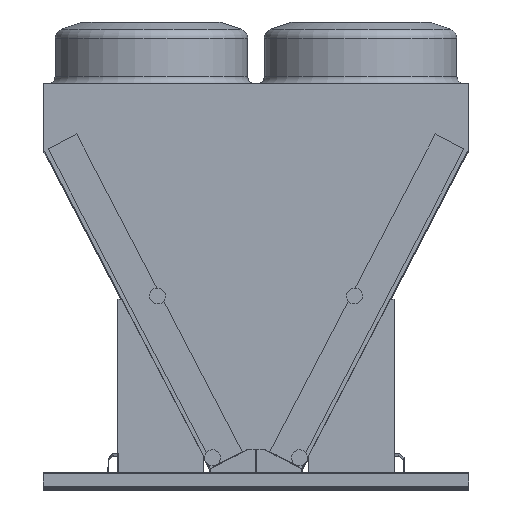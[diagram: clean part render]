
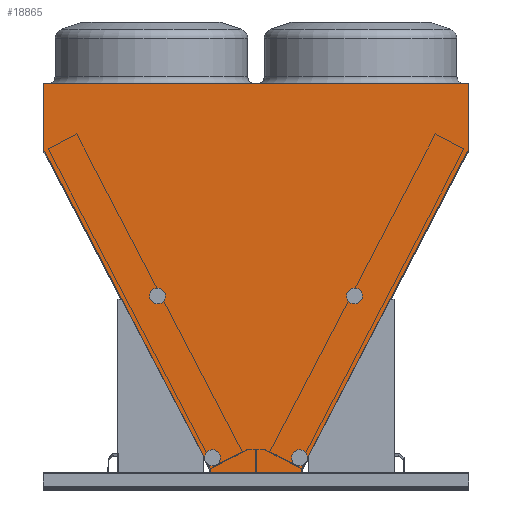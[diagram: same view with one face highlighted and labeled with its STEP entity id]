
A CAD part, top view. The second image highlights one B-rep face of the part: STEP entity #18865.
In plain terms, the highlighted planar face has unit normal (0, 0, 1).
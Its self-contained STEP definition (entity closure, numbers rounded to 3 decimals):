
#355 = CARTESIAN_POINT ( 'NONE',  ( 1136.15, 2083.62, 0. ) ) ;
#875 = VECTOR ( 'NONE', #12956, 1000. ) ;
#920 = ORIENTED_EDGE ( 'NONE', *, *, #8434, .T. ) ;
#1510 = CARTESIAN_POINT ( 'NONE',  ( -245.403, 20.223, 0. ) ) ;
#2704 = VECTOR ( 'NONE', #29802, 1000. ) ;
#2899 = CARTESIAN_POINT ( 'NONE',  ( 0., 0., 0. ) ) ;
#2940 = CARTESIAN_POINT ( 'NONE',  ( 1127.607, 1711.053, 0. ) ) ;
#3198 = ORIENTED_EDGE ( 'NONE', *, *, #30794, .T. ) ;
#3371 = AXIS2_PLACEMENT_3D ( 'NONE', #2899, #17573, #32340 ) ;
#3489 = LINE ( 'NONE', #10645, #31663 ) ;
#3845 = VERTEX_POINT ( 'NONE', #31230 ) ;
#4248 = CARTESIAN_POINT ( 'NONE',  ( 246.893, 17.358, 0. ) ) ;
#4709 = LINE ( 'NONE', #20449, #21977 ) ;
#4977 = VERTEX_POINT ( 'NONE', #38781 ) ;
#5591 = CARTESIAN_POINT ( 'NONE',  ( -1126.246, 1711.83, 0. ) ) ;
#6371 = VERTEX_POINT ( 'NONE', #25476 ) ;
#6642 = CARTESIAN_POINT ( 'NONE',  ( -1136.282, 1727.462, 0. ) ) ;
#6794 = ORIENTED_EDGE ( 'NONE', *, *, #10354, .T. ) ;
#7275 = DIRECTION ( 'NONE',  ( 0.462, 0.887, 0. ) ) ;
#7504 = LINE ( 'NONE', #2940, #45380 ) ;
#8434 = EDGE_CURVE ( 'NONE', #34636, #6371, #29091, .T. ) ;
#8776 = VECTOR ( 'NONE', #15670, 1000. ) ;
#8851 = CARTESIAN_POINT ( 'NONE',  ( -279.893, 0., 0. ) ) ;
#8901 = VECTOR ( 'NONE', #26650, 1000. ) ;
#8909 = LINE ( 'NONE', #16192, #36961 ) ;
#9202 = LINE ( 'NONE', #28605, #24098 ) ;
#9916 = LINE ( 'NONE', #23231, #8776 ) ;
#9986 = CARTESIAN_POINT ( 'NONE',  ( 1126.218, 1711.776, 0. ) ) ;
#10354 = EDGE_CURVE ( 'NONE', #17616, #4977, #35453, .T. ) ;
#10381 = CARTESIAN_POINT ( 'NONE',  ( 1127.607, 1711.053, 0. ) ) ;
#10515 = LINE ( 'NONE', #28846, #37433 ) ;
#10645 = CARTESIAN_POINT ( 'NONE',  ( 279.893, 0., 0. ) ) ;
#10897 = ORIENTED_EDGE ( 'NONE', *, *, #31552, .T. ) ;
#10985 = CARTESIAN_POINT ( 'NONE',  ( 245.39, 20.232, 0. ) ) ;
#11401 = EDGE_CURVE ( 'NONE', #42796, #17616, #34875, .T. ) ;
#11969 = ORIENTED_EDGE ( 'NONE', *, *, #37421, .T. ) ;
#12230 = VECTOR ( 'NONE', #37288, 1000. ) ;
#12388 = CARTESIAN_POINT ( 'NONE',  ( -1127.739, 1711.053, 0. ) ) ;
#12557 = LINE ( 'NONE', #355, #2704 ) ;
#12670 = DIRECTION ( 'NONE',  ( 0.462, -0.887, 0. ) ) ;
#12774 = ORIENTED_EDGE ( 'NONE', *, *, #41782, .T. ) ;
#12956 = DIRECTION ( 'NONE',  ( 0.462, -0.887, 0. ) ) ;
#13061 = VECTOR ( 'NONE', #27759, 1000. ) ;
#13340 = CARTESIAN_POINT ( 'NONE',  ( 279.893, 1.482, 0. ) ) ;
#13702 = VERTEX_POINT ( 'NONE', #31066 ) ;
#13910 = DIRECTION ( 'NONE',  ( 0.462, 0.887, 0. ) ) ;
#14028 = VECTOR ( 'NONE', #34346, 1000. ) ;
#14656 = VERTEX_POINT ( 'NONE', #8851 ) ;
#15274 = VECTOR ( 'NONE', #41485, 1000. ) ;
#15670 = DIRECTION ( 'NONE',  ( -1., 0., 0. ) ) ;
#15983 = ORIENTED_EDGE ( 'NONE', *, *, #45018, .T. ) ;
#16192 = CARTESIAN_POINT ( 'NONE',  ( -246.893, 17.358, 0. ) ) ;
#16448 = LINE ( 'NONE', #37803, #15274 ) ;
#16580 = CARTESIAN_POINT ( 'NONE',  ( -245.403, 20.223, 0. ) ) ;
#16921 = LINE ( 'NONE', #10381, #34106 ) ;
#17490 = LINE ( 'NONE', #37671, #8901 ) ;
#17573 = DIRECTION ( 'NONE',  ( 0., 0., -1. ) ) ;
#17616 = VERTEX_POINT ( 'NONE', #27472 ) ;
#18329 = EDGE_CURVE ( 'NONE', #44814, #34636, #10515, .T. ) ;
#18481 = EDGE_CURVE ( 'NONE', #4977, #3845, #21996, .T. ) ;
#18563 = EDGE_CURVE ( 'NONE', #24202, #44814, #9916, .T. ) ;
#18699 = VERTEX_POINT ( 'NONE', #35061 ) ;
#18865 = ADVANCED_FACE ( 'NONE', ( #25912 ), #46914, .F. ) ;
#19210 = CARTESIAN_POINT ( 'NONE',  ( 279.893, 0., 0. ) ) ;
#19468 = VERTEX_POINT ( 'NONE', #9986 ) ;
#20126 = EDGE_CURVE ( 'NONE', #19468, #34372, #7504, .T. ) ;
#20374 = CARTESIAN_POINT ( 'NONE',  ( 279.893, 1.482, 0. ) ) ;
#20449 = CARTESIAN_POINT ( 'NONE',  ( 279.893, 0., 0. ) ) ;
#21410 = DIRECTION ( 'NONE',  ( -1., 0., 0. ) ) ;
#21977 = VECTOR ( 'NONE', #42380, 1000. ) ;
#21996 = LINE ( 'NONE', #4248, #12230 ) ;
#22288 = CARTESIAN_POINT ( 'NONE',  ( 1136.15, 2083.62, 0. ) ) ;
#22468 = CARTESIAN_POINT ( 'NONE',  ( -1136.282, 2083.62, 0. ) ) ;
#22825 = ORIENTED_EDGE ( 'NONE', *, *, #18481, .T. ) ;
#23174 = VECTOR ( 'NONE', #7275, 1000. ) ;
#23231 = CARTESIAN_POINT ( 'NONE',  ( -1136.282, 2083.62, 0. ) ) ;
#23500 = EDGE_CURVE ( 'NONE', #13702, #18699, #9202, .T. ) ;
#24098 = VECTOR ( 'NONE', #21410, 1000. ) ;
#24202 = VERTEX_POINT ( 'NONE', #22288 ) ;
#24261 = EDGE_CURVE ( 'NONE', #31875, #24202, #12557, .T. ) ;
#25156 = DIRECTION ( 'NONE',  ( 0., -1., 0. ) ) ;
#25212 = EDGE_LOOP ( 'NONE', ( #31004, #920, #44891, #15983, #47024, #3198, #37099, #39632, #11969, #27533, #36378, #6794, #22825, #10897, #45922, #12774, #33742, #33910 ) ) ;
#25476 = CARTESIAN_POINT ( 'NONE',  ( -1127.739, 1711.053, 0. ) ) ;
#25912 = FACE_OUTER_BOUND ( 'NONE', #25212, .T. ) ;
#26650 = DIRECTION ( 'NONE',  ( -0.461, -0.887, 0. ) ) ;
#26730 = VERTEX_POINT ( 'NONE', #19210 ) ;
#27472 = CARTESIAN_POINT ( 'NONE',  ( 246.893, 1.482, 0. ) ) ;
#27533 = ORIENTED_EDGE ( 'NONE', *, *, #28893, .T. ) ;
#27649 = EDGE_CURVE ( 'NONE', #35022, #44544, #17490, .T. ) ;
#27717 = EDGE_CURVE ( 'NONE', #6371, #42763, #43256, .T. ) ;
#27759 = DIRECTION ( 'NONE',  ( -1., 0., 0. ) ) ;
#28270 = CARTESIAN_POINT ( 'NONE',  ( -246.893, 17.358, 0. ) ) ;
#28429 = VECTOR ( 'NONE', #12670, 1000. ) ;
#28605 = CARTESIAN_POINT ( 'NONE',  ( -279.893, 1.482, 0. ) ) ;
#28674 = DIRECTION ( 'NONE',  ( 0.887, -0.462, 0. ) ) ;
#28846 = CARTESIAN_POINT ( 'NONE',  ( -1136.282, 1727.462, 0. ) ) ;
#28893 = EDGE_CURVE ( 'NONE', #26730, #42796, #4709, .T. ) ;
#29091 = LINE ( 'NONE', #34916, #875 ) ;
#29802 = DIRECTION ( 'NONE',  ( 0., 1., 0. ) ) ;
#29879 = DIRECTION ( 'NONE',  ( 0., 1., 0. ) ) ;
#30794 = EDGE_CURVE ( 'NONE', #44544, #13702, #8909, .T. ) ;
#31004 = ORIENTED_EDGE ( 'NONE', *, *, #18329, .T. ) ;
#31066 = CARTESIAN_POINT ( 'NONE',  ( -246.893, 1.482, 0. ) ) ;
#31230 = CARTESIAN_POINT ( 'NONE',  ( 245.39, 20.232, 0. ) ) ;
#31552 = EDGE_CURVE ( 'NONE', #3845, #19468, #42636, .T. ) ;
#31663 = VECTOR ( 'NONE', #47361, 1000. ) ;
#31742 = DIRECTION ( 'NONE',  ( 0., -1., 0. ) ) ;
#31875 = VERTEX_POINT ( 'NONE', #34855 ) ;
#32340 = DIRECTION ( 'NONE',  ( -1., 0., 0. ) ) ;
#33027 = LINE ( 'NONE', #1510, #28429 ) ;
#33742 = ORIENTED_EDGE ( 'NONE', *, *, #24261, .T. ) ;
#33910 = ORIENTED_EDGE ( 'NONE', *, *, #18563, .T. ) ;
#34106 = VECTOR ( 'NONE', #13910, 1000. ) ;
#34346 = DIRECTION ( 'NONE',  ( 0.887, 0.462, 0. ) ) ;
#34372 = VERTEX_POINT ( 'NONE', #44656 ) ;
#34636 = VERTEX_POINT ( 'NONE', #6642 ) ;
#34855 = CARTESIAN_POINT ( 'NONE',  ( 1136.15, 1727.462, 0. ) ) ;
#34875 = LINE ( 'NONE', #20374, #13061 ) ;
#34916 = CARTESIAN_POINT ( 'NONE',  ( -1127.739, 1711.053, 0. ) ) ;
#35022 = VERTEX_POINT ( 'NONE', #16580 ) ;
#35061 = CARTESIAN_POINT ( 'NONE',  ( -279.893, 1.482, 0. ) ) ;
#35453 = LINE ( 'NONE', #40735, #46348 ) ;
#36378 = ORIENTED_EDGE ( 'NONE', *, *, #11401, .T. ) ;
#36961 = VECTOR ( 'NONE', #31742, 1000. ) ;
#37099 = ORIENTED_EDGE ( 'NONE', *, *, #23500, .T. ) ;
#37288 = DIRECTION ( 'NONE',  ( -0.463, 0.886, 0. ) ) ;
#37421 = EDGE_CURVE ( 'NONE', #14656, #26730, #3489, .T. ) ;
#37433 = VECTOR ( 'NONE', #25156, 1000. ) ;
#37671 = CARTESIAN_POINT ( 'NONE',  ( -246.893, 17.358, 0. ) ) ;
#37803 = CARTESIAN_POINT ( 'NONE',  ( -279.893, 0., 0. ) ) ;
#38781 = CARTESIAN_POINT ( 'NONE',  ( 246.893, 17.358, 0. ) ) ;
#39632 = ORIENTED_EDGE ( 'NONE', *, *, #40559, .T. ) ;
#40559 = EDGE_CURVE ( 'NONE', #18699, #14656, #16448, .T. ) ;
#40735 = CARTESIAN_POINT ( 'NONE',  ( 246.893, 17.358, 0. ) ) ;
#41485 = DIRECTION ( 'NONE',  ( 0., -1., 0. ) ) ;
#41782 = EDGE_CURVE ( 'NONE', #34372, #31875, #16921, .T. ) ;
#42380 = DIRECTION ( 'NONE',  ( 0., 1., 0. ) ) ;
#42636 = LINE ( 'NONE', #10985, #23174 ) ;
#42763 = VERTEX_POINT ( 'NONE', #5591 ) ;
#42796 = VERTEX_POINT ( 'NONE', #13340 ) ;
#43256 = LINE ( 'NONE', #12388, #14028 ) ;
#44544 = VERTEX_POINT ( 'NONE', #28270 ) ;
#44656 = CARTESIAN_POINT ( 'NONE',  ( 1127.607, 1711.053, 0. ) ) ;
#44814 = VERTEX_POINT ( 'NONE', #22468 ) ;
#44891 = ORIENTED_EDGE ( 'NONE', *, *, #27717, .T. ) ;
#45018 = EDGE_CURVE ( 'NONE', #42763, #35022, #33027, .T. ) ;
#45380 = VECTOR ( 'NONE', #28674, 1000. ) ;
#45922 = ORIENTED_EDGE ( 'NONE', *, *, #20126, .T. ) ;
#46348 = VECTOR ( 'NONE', #29879, 1000. ) ;
#46914 = PLANE ( 'NONE',  #3371 ) ;
#47024 = ORIENTED_EDGE ( 'NONE', *, *, #27649, .T. ) ;
#47361 = DIRECTION ( 'NONE',  ( 1., 0., 0. ) ) ;
